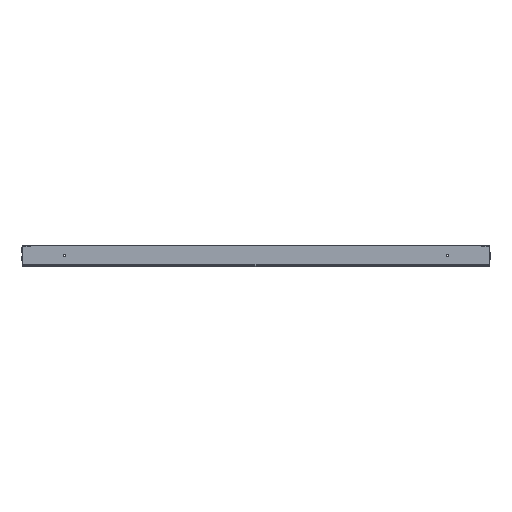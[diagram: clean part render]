
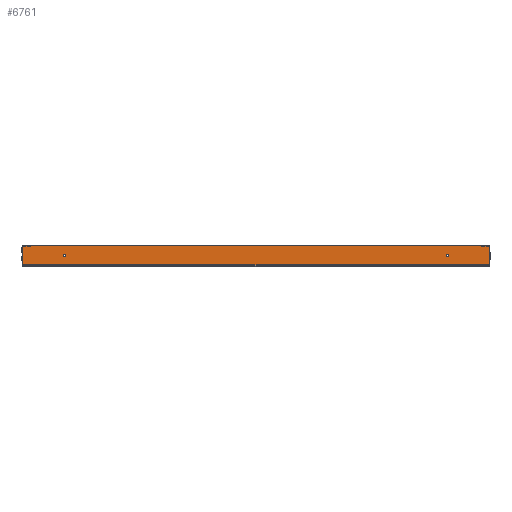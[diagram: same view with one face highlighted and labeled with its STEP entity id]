
A CAD part, front view. The second image highlights one B-rep face of the part: STEP entity #6761.
In plain terms, the highlighted planar face has unit normal (0, -1, 0).
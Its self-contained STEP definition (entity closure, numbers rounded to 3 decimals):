
#446 = EDGE_CURVE ( 'NONE', #22580, #15919, #20680, .T. ) ;
#575 = EDGE_CURVE ( 'NONE', #56219, #38887, #7022, .T. ) ;
#859 = DIRECTION ( 'NONE',  ( 0., 0., 1. ) ) ;
#2406 = CARTESIAN_POINT ( 'NONE',  ( 450., -900., 27. ) ) ;
#2621 = DIRECTION ( 'NONE',  ( 0., 1., 0. ) ) ;
#2651 = CIRCLE ( 'NONE', #65434, 1. ) ;
#3061 = CARTESIAN_POINT ( 'NONE',  ( -450., -900., 27. ) ) ;
#3876 = ORIENTED_EDGE ( 'NONE', *, *, #35770, .F. ) ;
#5143 = CIRCLE ( 'NONE', #28109, 1. ) ;
#6761 = ADVANCED_FACE ( 'NONE', ( #18937, #7617, #47682 ), #13655, .F. ) ;
#6974 = ORIENTED_EDGE ( 'NONE', *, *, #446, .T. ) ;
#7022 = LINE ( 'NONE', #52779, #12244 ) ;
#7617 = FACE_BOUND ( 'NONE', #56193, .T. ) ;
#7787 = VERTEX_POINT ( 'NONE', #25089 ) ;
#8599 = VERTEX_POINT ( 'NONE', #27655 ) ;
#9555 = ORIENTED_EDGE ( 'NONE', *, *, #575, .F. ) ;
#11236 = LINE ( 'NONE', #18354, #31826 ) ;
#11264 = EDGE_CURVE ( 'NONE', #60804, #49547, #36344, .T. ) ;
#11633 = CARTESIAN_POINT ( 'NONE',  ( -450., -900., 21. ) ) ;
#12244 = VECTOR ( 'NONE', #64524, 1000. ) ;
#13556 = DIRECTION ( 'NONE',  ( 0., -1., 0. ) ) ;
#13655 = PLANE ( 'NONE',  #22868 ) ;
#14466 = CARTESIAN_POINT ( 'NONE',  ( 450., -900., 24. ) ) ;
#15919 = VERTEX_POINT ( 'NONE', #3061 ) ;
#18354 = CARTESIAN_POINT ( 'NONE',  ( 547.929, -900., 0. ) ) ;
#18576 = DIRECTION ( 'NONE',  ( 0., 1., 0. ) ) ;
#18768 = ORIENTED_EDGE ( 'NONE', *, *, #60587, .T. ) ;
#18937 = FACE_BOUND ( 'NONE', #34081, .T. ) ;
#19376 = ORIENTED_EDGE ( 'NONE', *, *, #47531, .T. ) ;
#19503 = VERTEX_POINT ( 'NONE', #2406 ) ;
#20680 = CIRCLE ( 'NONE', #63005, 3. ) ;
#22124 = AXIS2_PLACEMENT_3D ( 'NONE', #42674, #2621, #859 ) ;
#22580 = VERTEX_POINT ( 'NONE', #11633 ) ;
#22868 = AXIS2_PLACEMENT_3D ( 'NONE', #30646, #18576, #53739 ) ;
#22992 = LINE ( 'NONE', #49581, #59967 ) ;
#25089 = CARTESIAN_POINT ( 'NONE',  ( 547.929, -900., 47. ) ) ;
#26361 = CARTESIAN_POINT ( 'NONE',  ( -547.929, -900., 2. ) ) ;
#27655 = CARTESIAN_POINT ( 'NONE',  ( -547.929, -900., 47. ) ) ;
#28109 = AXIS2_PLACEMENT_3D ( 'NONE', #65375, #13556, #59694 ) ;
#29595 = ORIENTED_EDGE ( 'NONE', *, *, #41691, .T. ) ;
#30646 = CARTESIAN_POINT ( 'NONE',  ( 0., -900., 0. ) ) ;
#31022 = ORIENTED_EDGE ( 'NONE', *, *, #38921, .T. ) ;
#31826 = VECTOR ( 'NONE', #57711, 1000. ) ;
#34081 = EDGE_LOOP ( 'NONE', ( #66095, #6974 ) ) ;
#34152 = CIRCLE ( 'NONE', #22124, 3. ) ;
#34969 = DIRECTION ( 'NONE',  ( 0., 0., 1. ) ) ;
#35770 = EDGE_CURVE ( 'NONE', #38887, #8599, #22992, .T. ) ;
#36087 = DIRECTION ( 'NONE',  ( 0., 1., 0. ) ) ;
#36344 = LINE ( 'NONE', #36719, #52025 ) ;
#36719 = CARTESIAN_POINT ( 'NONE',  ( 0., -900., 48. ) ) ;
#38265 = DIRECTION ( 'NONE',  ( 0., 1., 0. ) ) ;
#38611 = ORIENTED_EDGE ( 'NONE', *, *, #45420, .T. ) ;
#38887 = VERTEX_POINT ( 'NONE', #26361 ) ;
#38921 = EDGE_CURVE ( 'NONE', #7787, #60804, #2651, .T. ) ;
#39574 = DIRECTION ( 'NONE',  ( 0., 0., 1. ) ) ;
#41691 = EDGE_CURVE ( 'NONE', #49547, #8599, #5143, .T. ) ;
#42022 = DIRECTION ( 'NONE',  ( -1., 0., 0. ) ) ;
#42674 = CARTESIAN_POINT ( 'NONE',  ( -450., -900., 24. ) ) ;
#43724 = EDGE_CURVE ( 'NONE', #15919, #22580, #34152, .T. ) ;
#44299 = DIRECTION ( 'NONE',  ( 0., 0., 1. ) ) ;
#44942 = CARTESIAN_POINT ( 'NONE',  ( 547.929, -900., 2. ) ) ;
#45420 = EDGE_CURVE ( 'NONE', #56219, #7787, #11236, .T. ) ;
#46057 = DIRECTION ( 'NONE',  ( 0., 0., 1. ) ) ;
#47531 = EDGE_CURVE ( 'NONE', #49099, #19503, #68118, .T. ) ;
#47682 = FACE_OUTER_BOUND ( 'NONE', #55073, .T. ) ;
#47921 = CARTESIAN_POINT ( 'NONE',  ( -546.929, -900., 48. ) ) ;
#49099 = VERTEX_POINT ( 'NONE', #70351 ) ;
#49433 = DIRECTION ( 'NONE',  ( 0., -1., 0. ) ) ;
#49547 = VERTEX_POINT ( 'NONE', #47921 ) ;
#49581 = CARTESIAN_POINT ( 'NONE',  ( -547.929, -900., 0. ) ) ;
#50833 = AXIS2_PLACEMENT_3D ( 'NONE', #14466, #38265, #44299 ) ;
#52025 = VECTOR ( 'NONE', #42022, 1000. ) ;
#52082 = CIRCLE ( 'NONE', #50833, 3. ) ;
#52412 = AXIS2_PLACEMENT_3D ( 'NONE', #69405, #36087, #34969 ) ;
#52779 = CARTESIAN_POINT ( 'NONE',  ( -550., -900., 2. ) ) ;
#53739 = DIRECTION ( 'NONE',  ( 0., 0., 1. ) ) ;
#54005 = ORIENTED_EDGE ( 'NONE', *, *, #11264, .T. ) ;
#54460 = CARTESIAN_POINT ( 'NONE',  ( 546.929, -900., 48. ) ) ;
#55073 = EDGE_LOOP ( 'NONE', ( #54005, #29595, #3876, #9555, #38611, #31022 ) ) ;
#56193 = EDGE_LOOP ( 'NONE', ( #18768, #19376 ) ) ;
#56219 = VERTEX_POINT ( 'NONE', #44942 ) ;
#57711 = DIRECTION ( 'NONE',  ( 0., 0., 1. ) ) ;
#59694 = DIRECTION ( 'NONE',  ( 0., 0., 1. ) ) ;
#59967 = VECTOR ( 'NONE', #46057, 1000. ) ;
#60587 = EDGE_CURVE ( 'NONE', #19503, #49099, #52082, .T. ) ;
#60804 = VERTEX_POINT ( 'NONE', #54460 ) ;
#63005 = AXIS2_PLACEMENT_3D ( 'NONE', #67941, #63790, #39574 ) ;
#63790 = DIRECTION ( 'NONE',  ( 0., 1., 0. ) ) ;
#64524 = DIRECTION ( 'NONE',  ( -1., 0., 0. ) ) ;
#65375 = CARTESIAN_POINT ( 'NONE',  ( -546.929, -900., 47. ) ) ;
#65434 = AXIS2_PLACEMENT_3D ( 'NONE', #66830, #49433, #67565 ) ;
#66095 = ORIENTED_EDGE ( 'NONE', *, *, #43724, .T. ) ;
#66830 = CARTESIAN_POINT ( 'NONE',  ( 546.929, -900., 47. ) ) ;
#67565 = DIRECTION ( 'NONE',  ( 0., 0., 1. ) ) ;
#67941 = CARTESIAN_POINT ( 'NONE',  ( -450., -900., 24. ) ) ;
#68118 = CIRCLE ( 'NONE', #52412, 3. ) ;
#69405 = CARTESIAN_POINT ( 'NONE',  ( 450., -900., 24. ) ) ;
#70351 = CARTESIAN_POINT ( 'NONE',  ( 450., -900., 21. ) ) ;
